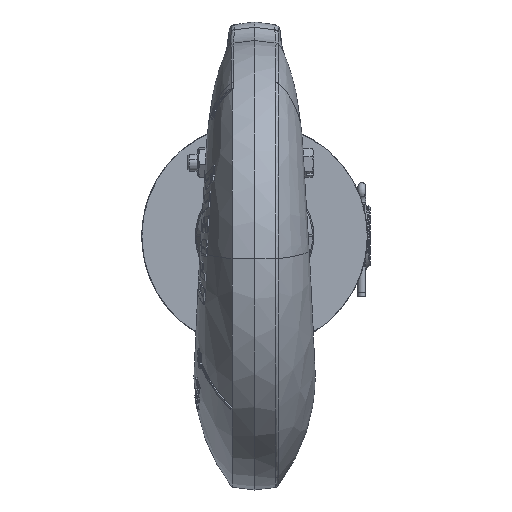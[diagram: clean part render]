
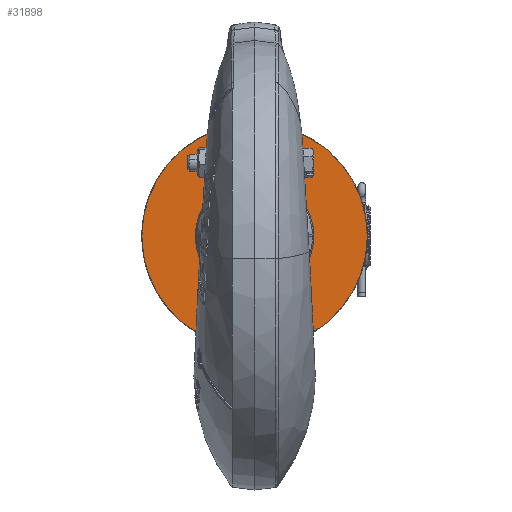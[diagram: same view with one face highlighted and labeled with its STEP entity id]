
A CAD part, front view. The second image highlights one B-rep face of the part: STEP entity #31898.
In plain terms, the highlighted planar face has unit normal (0, -1, 0).
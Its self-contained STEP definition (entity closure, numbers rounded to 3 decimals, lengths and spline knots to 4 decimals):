
#2925=CARTESIAN_POINT('',(0.,-9.19,0.));
#2926=DIRECTION('',(0.,1.,0.));
#2927=DIRECTION('',(-1.,0.,0.));
#2928=AXIS2_PLACEMENT_3D('',#2925,#2926,#2927);
#2930=CARTESIAN_POINT('',(0.,-9.19,0.));
#2931=DIRECTION('',(0.,1.,0.));
#2932=DIRECTION('',(1.,0.,0.));
#2933=AXIS2_PLACEMENT_3D('',#2930,#2931,#2932);
#2935=CARTESIAN_POINT('',(0.,-9.19,0.));
#2936=DIRECTION('',(0.,-1.,0.));
#2937=DIRECTION('',(0.,0.,-1.));
#2938=AXIS2_PLACEMENT_3D('',#2935,#2936,#2937);
#2940=CARTESIAN_POINT('',(0.,-9.19,0.));
#2941=DIRECTION('',(0.,-1.,0.));
#2942=DIRECTION('',(0.,0.,1.));
#2943=AXIS2_PLACEMENT_3D('',#2940,#2941,#2942);
#22287=CARTESIAN_POINT('',(0.,-9.19,-1.313));
#22288=CARTESIAN_POINT('',(0.,-9.19,1.313));
#22289=VERTEX_POINT('',#22287);
#22290=VERTEX_POINT('',#22288);
#22291=CARTESIAN_POINT('',(-2.5,-9.19,0.));
#22292=CARTESIAN_POINT('',(2.5,-9.19,0.));
#22293=VERTEX_POINT('',#22291);
#22294=VERTEX_POINT('',#22292);
#31882=CARTESIAN_POINT('',(0.,-9.19,0.));
#31883=DIRECTION('',(0.,1.,0.));
#31884=DIRECTION('',(-1.,0.,0.));
#31885=AXIS2_PLACEMENT_3D('',#31882,#31883,#31884);
#31886=PLANE('',#31885);
#31888=ORIENTED_EDGE('',*,*,#31887,.T.);
#31890=ORIENTED_EDGE('',*,*,#31889,.T.);
#31891=EDGE_LOOP('',(#31888,#31890));
#31892=FACE_OUTER_BOUND('',#31891,.F.);
#31893=ORIENTED_EDGE('',*,*,#31866,.T.);
#31895=ORIENTED_EDGE('',*,*,#31894,.T.);
#31896=EDGE_LOOP('',(#31893,#31895));
#31897=FACE_BOUND('',#31896,.F.);
#31898=ADVANCED_FACE('',(#31892,#31897),#31886,.F.);
#2929=CIRCLE('',#2928,2.5);
#2934=CIRCLE('',#2933,2.5);
#2939=CIRCLE('',#2938,1.313);
#2944=CIRCLE('',#2943,1.313);
#31866=EDGE_CURVE('',#22289,#22290,#2939,.T.);
#31887=EDGE_CURVE('',#22293,#22294,#2929,.T.);
#31889=EDGE_CURVE('',#22294,#22293,#2934,.T.);
#31894=EDGE_CURVE('',#22290,#22289,#2944,.T.);
